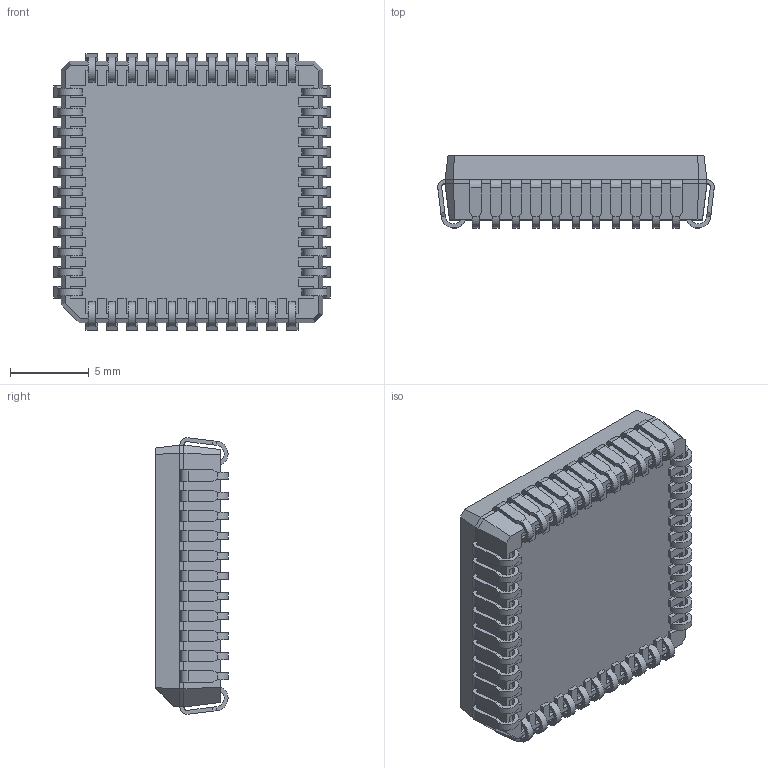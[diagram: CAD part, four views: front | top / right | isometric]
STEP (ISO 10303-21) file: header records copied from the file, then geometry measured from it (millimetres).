
FILE_DESCRIPTION (( 'STEP AP214' ), '1' );
FILE_NAME ('ATF1502AS-10JU44.STEP', '2021-01-05T15:21:12', ( '' ), ( '' ), 'SwSTEP 2.0', 'SolidWorks 2017', '' );
FILE_SCHEMA (( 'AUTOMOTIVE_DESIGN' ));
Length unit declared in the file: millimetre
Products named in the file (1): ATF1502AS-10JU44
Bounding box: 17.52 x 4.57 x 17.52 mm (x, y, z)
Volume: 1050.3 mm3; surface area: 1149.8 mm2
Topology: 46 solids, 46 shells, 911 faces, 2259 edges, 1442 vertices
Faces by surface type: plane 731, cylinder 180
Entity records: 29253 total; most frequent: CARTESIAN_POINT 4613, ORIENTED_EDGE 4518, DIRECTION 4443, EDGE_CURVE 2259, LINE 1899, VECTOR 1899, VERTEX_POINT 1442, AXIS2_PLACEMENT_3D 1272
